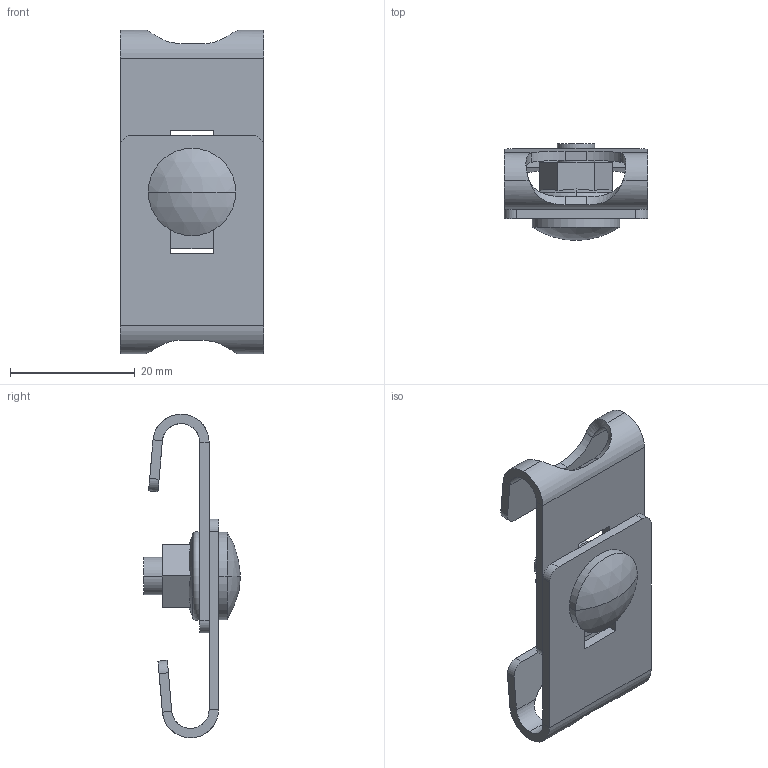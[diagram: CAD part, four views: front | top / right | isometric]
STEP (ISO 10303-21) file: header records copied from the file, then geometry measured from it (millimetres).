
FILE_DESCRIPTION (( 'STEP AP214' ), '1' );
FILE_NAME ('6016764.stp', '2018-01-03T09:01:29', ( '' ), ( '' ), 'SwSTEP 2.0', 'SolidWorks 2016', '' );
FILE_SCHEMA (( 'AUTOMOTIVE_DESIGN' ));
Length unit declared in the file: millimetre
Products named in the file (4): 009561_Hexagon Flange Nut DIN 6923 - M6 - C; KTS 14.001-017_M8x25-; 111126_Standard; 6016764
Assembly tree (4 placements, depth 2):
  6016764
    111126_Standard  x2
    KTS 14.001-017_M8x25-
    009561_Hexagon Flange Nut DIN 6923 - M6 - C
Bounding box: 23 x 15.5 x 51.78 mm (x, y, z)
Volume: 3860.1 mm3; surface area: 5382.7 mm2
Topology: 4 solids, 4 shells, 91 faces, 228 edges, 143 vertices
Faces by surface type: plane 51, cylinder 30, bspline 4, sphere 2, cone 2, torus 2
Entity records: 2287 total; most frequent: CARTESIAN_POINT 742, DIRECTION 292, ORIENTED_EDGE 288, EDGE_CURVE 144, AXIS2_PLACEMENT_3D 104, VERTEX_POINT 91, LINE 84, VECTOR 84
